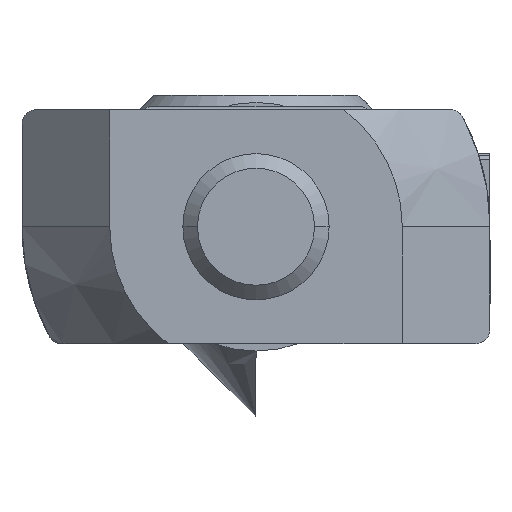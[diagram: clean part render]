
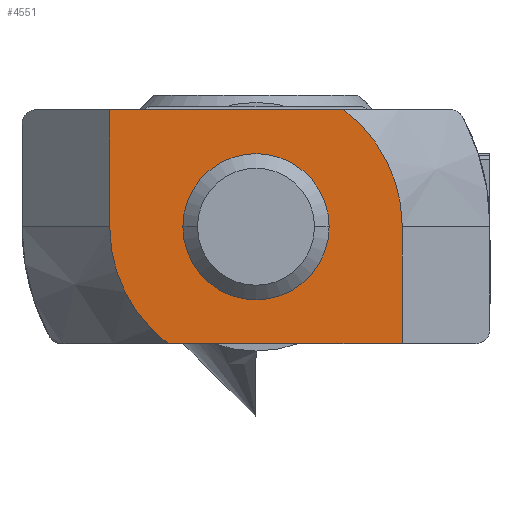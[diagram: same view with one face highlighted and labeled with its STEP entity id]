
A CAD part, front view. The second image highlights one B-rep face of the part: STEP entity #4551.
In plain terms, the highlighted face is planar.
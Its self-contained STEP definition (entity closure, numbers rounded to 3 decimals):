
#84 = CIRCLE ( 'NONE', #916, 2.5 ) ;
#373 = ORIENTED_EDGE ( 'NONE', *, *, #12673, .F. ) ;
#461 = AXIS2_PLACEMENT_3D ( 'NONE', #7420, #7376, #7339 ) ;
#736 = ORIENTED_EDGE ( 'NONE', *, *, #7894, .F. ) ;
#916 = AXIS2_PLACEMENT_3D ( 'NONE', #10503, #10198, #12648 ) ;
#1088 = EDGE_CURVE ( 'NONE', #3847, #13508, #84, .T. ) ;
#1135 = AXIS2_PLACEMENT_3D ( 'NONE', #8846, #8833, #8828 ) ;
#1772 = ORIENTED_EDGE ( 'NONE', *, *, #1970, .F. ) ;
#1924 = CIRCLE ( 'NONE', #12901, 2.5 ) ;
#1959 = CIRCLE ( 'NONE', #461, 5. ) ;
#1970 = EDGE_CURVE ( 'NONE', #11800, #3676, #7498, .T. ) ;
#2032 = VERTEX_POINT ( 'NONE', #6001 ) ;
#2297 = LINE ( 'NONE', #12389, #2312 ) ;
#2312 = VECTOR ( 'NONE', #12347, 1000. ) ;
#2545 = EDGE_LOOP ( 'NONE', ( #373, #4379 ) ) ;
#2792 = VECTOR ( 'NONE', #4210, 1000. ) ;
#2868 = DIRECTION ( 'NONE',  ( 1., 0., 0. ) ) ;
#2914 = DIRECTION ( 'NONE',  ( 0., 0., 1. ) ) ;
#2962 = CARTESIAN_POINT ( 'NONE',  ( 0., 0., 0. ) ) ;
#3200 = VERTEX_POINT ( 'NONE', #6686 ) ;
#3491 = ORIENTED_EDGE ( 'NONE', *, *, #6397, .F. ) ;
#3676 = VERTEX_POINT ( 'NONE', #12610 ) ;
#3847 = VERTEX_POINT ( 'NONE', #12517 ) ;
#4210 = DIRECTION ( 'NONE',  ( 0., -1., 0. ) ) ;
#4230 = CARTESIAN_POINT ( 'NONE',  ( 5., 0., 0. ) ) ;
#4379 = ORIENTED_EDGE ( 'NONE', *, *, #1088, .F. ) ;
#4551 = ADVANCED_FACE ( 'NONE', ( #8666, #8693 ), #8979, .F. ) ;
#5709 = LINE ( 'NONE', #4230, #2792 ) ;
#6001 = CARTESIAN_POINT ( 'NONE',  ( -3., 4., 0. ) ) ;
#6390 = CARTESIAN_POINT ( 'NONE',  ( -5., 0., 0. ) ) ;
#6397 = EDGE_CURVE ( 'NONE', #10162, #6808, #1959, .T. ) ;
#6686 = CARTESIAN_POINT ( 'NONE',  ( 5., 4., 0. ) ) ;
#6773 = CARTESIAN_POINT ( 'NONE',  ( 3., -4., 0. ) ) ;
#6808 = VERTEX_POINT ( 'NONE', #8583 ) ;
#6870 = DIRECTION ( 'NONE',  ( 1., 0., 0. ) ) ;
#7054 = CARTESIAN_POINT ( 'NONE',  ( 0., -4., 0. ) ) ;
#7285 = DIRECTION ( 'NONE',  ( 0., -1., 0. ) ) ;
#7339 = DIRECTION ( 'NONE',  ( 1., 0., 0. ) ) ;
#7352 = CARTESIAN_POINT ( 'NONE',  ( -5., 0., 0. ) ) ;
#7376 = DIRECTION ( 'NONE',  ( 0., 0., 1. ) ) ;
#7420 = CARTESIAN_POINT ( 'NONE',  ( 0., 0., 0. ) ) ;
#7498 = LINE ( 'NONE', #7352, #7603 ) ;
#7602 = EDGE_LOOP ( 'NONE', ( #10451, #3491, #736, #1772, #8719, #8377 ) ) ;
#7603 = VECTOR ( 'NONE', #7285, 1000. ) ;
#7801 = CIRCLE ( 'NONE', #11903, 5. ) ;
#7894 = EDGE_CURVE ( 'NONE', #3676, #10162, #10094, .T. ) ;
#8377 = ORIENTED_EDGE ( 'NONE', *, *, #13154, .T. ) ;
#8583 = CARTESIAN_POINT ( 'NONE',  ( 5., 0., 0. ) ) ;
#8666 = FACE_OUTER_BOUND ( 'NONE', #7602, .T. ) ;
#8693 = FACE_BOUND ( 'NONE', #2545, .T. ) ;
#8719 = ORIENTED_EDGE ( 'NONE', *, *, #10272, .F. ) ;
#8828 = DIRECTION ( 'NONE',  ( 1., 0., 0. ) ) ;
#8833 = DIRECTION ( 'NONE',  ( 0., 0., 1. ) ) ;
#8846 = CARTESIAN_POINT ( 'NONE',  ( 0., 0., 0. ) ) ;
#8979 = PLANE ( 'NONE',  #1135 ) ;
#9309 = VECTOR ( 'NONE', #6870, 1000. ) ;
#10094 = LINE ( 'NONE', #7054, #9309 ) ;
#10162 = VERTEX_POINT ( 'NONE', #6773 ) ;
#10198 = DIRECTION ( 'NONE',  ( 0., 0., -1. ) ) ;
#10272 = EDGE_CURVE ( 'NONE', #2032, #11800, #7801, .T. ) ;
#10451 = ORIENTED_EDGE ( 'NONE', *, *, #11965, .T. ) ;
#10503 = CARTESIAN_POINT ( 'NONE',  ( 0., 0., 0. ) ) ;
#10624 = CARTESIAN_POINT ( 'NONE',  ( 2.5, 0., 0. ) ) ;
#11800 = VERTEX_POINT ( 'NONE', #6390 ) ;
#11903 = AXIS2_PLACEMENT_3D ( 'NONE', #2962, #2914, #2868 ) ;
#11965 = EDGE_CURVE ( 'NONE', #3200, #6808, #5709, .T. ) ;
#12347 = DIRECTION ( 'NONE',  ( 1., 0., 0. ) ) ;
#12389 = CARTESIAN_POINT ( 'NONE',  ( -6.928, 4., 0. ) ) ;
#12517 = CARTESIAN_POINT ( 'NONE',  ( -2.5, 0., 0. ) ) ;
#12610 = CARTESIAN_POINT ( 'NONE',  ( -5., -4., 0. ) ) ;
#12648 = DIRECTION ( 'NONE',  ( 1., 0., 0. ) ) ;
#12673 = EDGE_CURVE ( 'NONE', #13508, #3847, #1924, .T. ) ;
#12901 = AXIS2_PLACEMENT_3D ( 'NONE', #13320, #13300, #13178 ) ;
#13154 = EDGE_CURVE ( 'NONE', #2032, #3200, #2297, .T. ) ;
#13178 = DIRECTION ( 'NONE',  ( 1., 0., 0. ) ) ;
#13300 = DIRECTION ( 'NONE',  ( 0., 0., -1. ) ) ;
#13320 = CARTESIAN_POINT ( 'NONE',  ( 0., 0., 0. ) ) ;
#13508 = VERTEX_POINT ( 'NONE', #10624 ) ;
